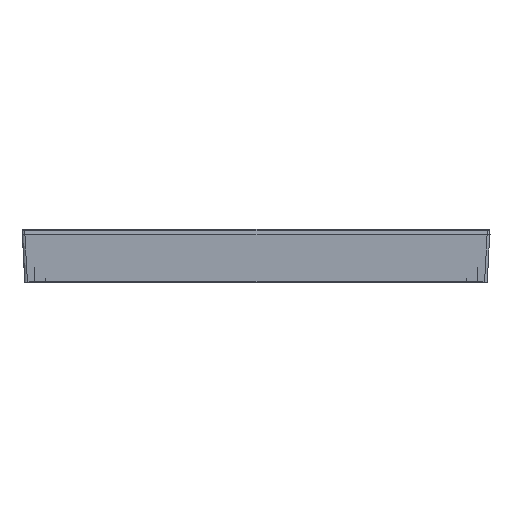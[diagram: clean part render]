
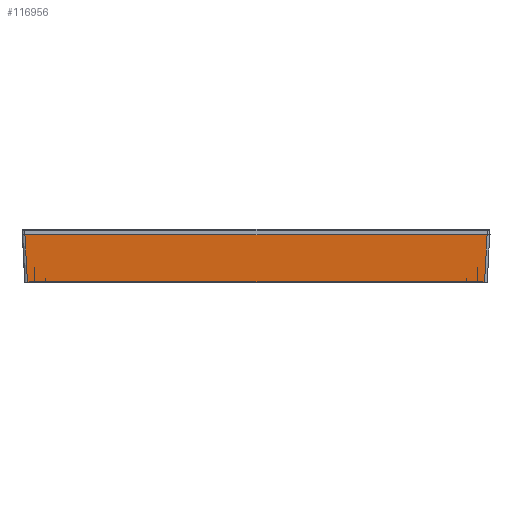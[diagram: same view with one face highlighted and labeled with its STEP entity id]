
A CAD part, left-side view. The second image highlights one B-rep face of the part: STEP entity #116956.
In plain terms, the highlighted face is planar.
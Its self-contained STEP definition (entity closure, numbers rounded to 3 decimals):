
#41664=DIRECTION('',(0.,0.,-1.));
#41665=VECTOR('',#41664,86.901);
#41666=CARTESIAN_POINT('',(-43.95,9.,43.451));
#41667=LINE('102605',#41666,#41665);
#41758=CARTESIAN_POINT('',(-43.478,0.,42.979));
#41810=CARTESIAN_POINT('',(-43.478,0.,-42.979));
#41823=DIRECTION('',(0.,0.,-1.));
#41824=VECTOR('',#41823,85.958);
#41825=CARTESIAN_POINT('',(-43.478,0.,42.979));
#41826=LINE('102601',#41825,#41824);
#41858=DIRECTION('',(0.052,-0.997,-0.052));
#41859=VECTOR('',#41858,9.025);
#41860=CARTESIAN_POINT('',(-43.95,9.,43.451));
#41861=LINE('102590',#41860,#41859);
#41865=DIRECTION('',(0.052,-0.997,0.052));
#41866=VECTOR('',#41865,9.025);
#41867=CARTESIAN_POINT('',(-43.95,9.,-43.451));
#41868=LINE('102600',#41867,#41866);
#81045=VERTEX_POINT('',#41758);
#81046=CARTESIAN_POINT('',(-43.95,9.,43.451));
#81047=VERTEX_POINT('',#81046);
#81062=VERTEX_POINT('',#41810);
#81066=CARTESIAN_POINT('',(-43.95,9.,-43.451));
#81067=VERTEX_POINT('',#81066);
#116944=CARTESIAN_POINT('',(-43.95,9.,-43.95));
#116945=DIRECTION('',(0.999,0.052,0.));
#116946=DIRECTION('',(0.,0.,-1.));
#116947=AXIS2_PLACEMENT_3D('',#116944,#116945,#116946);
#116948=PLANE('102533',#116947);
#116949=ORIENTED_EDGE('102590',*,*,#116936,.T.);
#116950=ORIENTED_EDGE('102601',*,*,#116907,.T.);
#116952=ORIENTED_EDGE('102600',*,*,#116951,.F.);
#116953=ORIENTED_EDGE('102605',*,*,#116850,.F.);
#116954=EDGE_LOOP('102533',(#116949,#116950,#116952,#116953));
#116955=FACE_OUTER_BOUND('102533',#116954,.F.);
#116956=ADVANCED_FACE('102533',(#116955),#116948,.F.);
#116850=EDGE_CURVE('102605',#81047,#81067,#41667,.T.);
#116907=EDGE_CURVE('102601',#81045,#81062,#41826,.T.);
#116936=EDGE_CURVE('102590',#81047,#81045,#41861,.T.);
#116951=EDGE_CURVE('102600',#81067,#81062,#41868,.T.);
